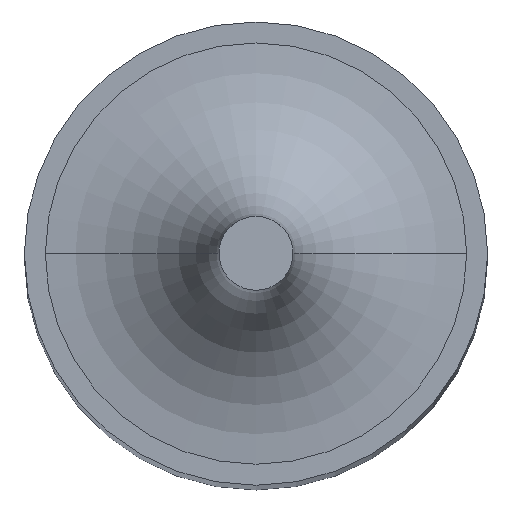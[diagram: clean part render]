
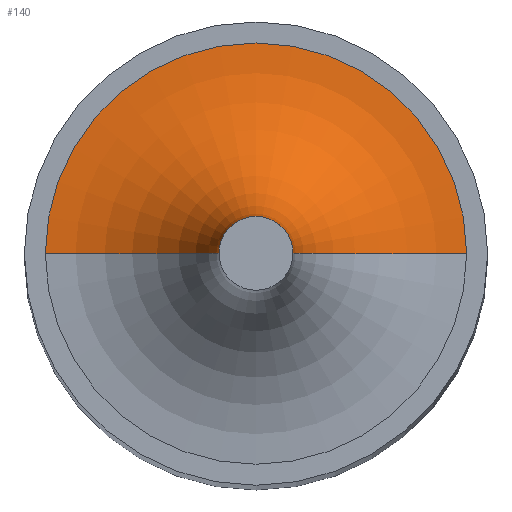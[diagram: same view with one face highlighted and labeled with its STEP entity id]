
A CAD part, top view. The second image highlights one B-rep face of the part: STEP entity #140.
In plain terms, the highlighted toroidal (fillet/blend) face has major radius 4.331 mm and minor radius 3.571 mm.
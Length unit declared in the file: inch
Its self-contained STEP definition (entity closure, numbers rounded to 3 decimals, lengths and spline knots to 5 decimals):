
#3 = DIRECTION ( 'NONE',  ( -1., 0., 0. ) ) ;
#7 = EDGE_CURVE ( 'NONE', #29, #371, #114, .T. ) ;
#29 = VERTEX_POINT ( 'NONE', #196 ) ;
#35 = CIRCLE ( 'NONE', #320, 0.02991 ) ;
#64 = DIRECTION ( 'NONE',  ( 0., 0., -1. ) ) ;
#92 = CARTESIAN_POINT ( 'NONE',  ( 0.17051, 0., 2.495 ) ) ;
#93 = TOROIDAL_SURFACE ( 'NONE', #374, 0.17051, 0.1406 ) ;
#95 = AXIS2_PLACEMENT_3D ( 'NONE', #92, #356, #351 ) ;
#114 = CIRCLE ( 'NONE', #250, 0.17051 ) ;
#115 = CARTESIAN_POINT ( 'NONE',  ( -0.17051, 0., 2.495 ) ) ;
#123 = FACE_OUTER_BOUND ( 'NONE', #200, .T. ) ;
#127 = VERTEX_POINT ( 'NONE', #390 ) ;
#138 = DIRECTION ( 'NONE',  ( -1., 0., 0. ) ) ;
#139 = CARTESIAN_POINT ( 'NONE',  ( 0., 0., 2.3544 ) ) ;
#140 = ADVANCED_FACE ( 'NONE', ( #123 ), #93, .F. ) ;
#141 = DIRECTION ( 'NONE',  ( 0., 0., 1. ) ) ;
#147 = DIRECTION ( 'NONE',  ( 0., 0., 1. ) ) ;
#159 = CARTESIAN_POINT ( 'NONE',  ( 0.17051, 0., 2.3544 ) ) ;
#165 = DIRECTION ( 'NONE',  ( -1., 0., 0. ) ) ;
#175 = CARTESIAN_POINT ( 'NONE',  ( 0., 0., 2.495 ) ) ;
#183 = EDGE_CURVE ( 'NONE', #312, #29, #241, .T. ) ;
#196 = CARTESIAN_POINT ( 'NONE',  ( -0.17051, 0., 2.3544 ) ) ;
#200 = EDGE_LOOP ( 'NONE', ( #315, #382, #381, #321 ) ) ;
#206 = CARTESIAN_POINT ( 'NONE',  ( -0.02991, 0., 2.495 ) ) ;
#210 = DIRECTION ( 'NONE',  ( 0., 1., 0. ) ) ;
#241 = CIRCLE ( 'NONE', #248, 0.1406 ) ;
#246 = EDGE_CURVE ( 'NONE', #127, #371, #396, .T. ) ;
#248 = AXIS2_PLACEMENT_3D ( 'NONE', #115, #210, #147 ) ;
#250 = AXIS2_PLACEMENT_3D ( 'NONE', #139, #263, #165 ) ;
#263 = DIRECTION ( 'NONE',  ( 0., 0., -1. ) ) ;
#284 = CARTESIAN_POINT ( 'NONE',  ( 0., 0., 2.495 ) ) ;
#312 = VERTEX_POINT ( 'NONE', #206 ) ;
#315 = ORIENTED_EDGE ( 'NONE', *, *, #329, .T. ) ;
#320 = AXIS2_PLACEMENT_3D ( 'NONE', #284, #64, #3 ) ;
#321 = ORIENTED_EDGE ( 'NONE', *, *, #183, .F. ) ;
#329 = EDGE_CURVE ( 'NONE', #312, #127, #35, .T. ) ;
#351 = DIRECTION ( 'NONE',  ( 1., 0., 0. ) ) ;
#356 = DIRECTION ( 'NONE',  ( 0., -1., 0. ) ) ;
#371 = VERTEX_POINT ( 'NONE', #159 ) ;
#374 = AXIS2_PLACEMENT_3D ( 'NONE', #175, #141, #138 ) ;
#381 = ORIENTED_EDGE ( 'NONE', *, *, #7, .F. ) ;
#382 = ORIENTED_EDGE ( 'NONE', *, *, #246, .T. ) ;
#390 = CARTESIAN_POINT ( 'NONE',  ( 0.02991, 0., 2.495 ) ) ;
#396 = CIRCLE ( 'NONE', #95, 0.1406 ) ;
